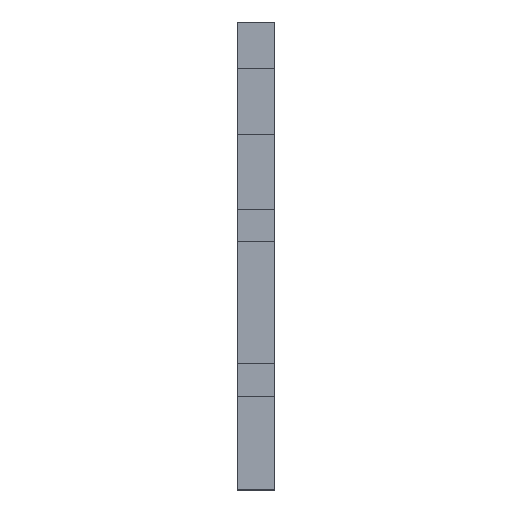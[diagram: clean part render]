
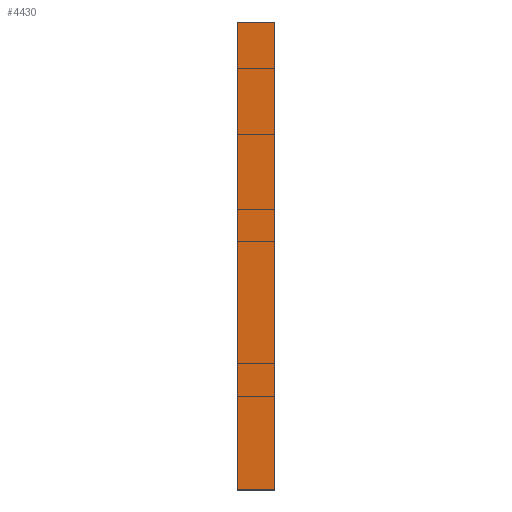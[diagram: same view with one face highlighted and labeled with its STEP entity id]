
A CAD part, left-side view. The second image highlights one B-rep face of the part: STEP entity #4430.
In plain terms, the highlighted planar face has unit normal (-1, 0, 0).
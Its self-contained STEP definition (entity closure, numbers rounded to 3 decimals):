
#82 = FACE_OUTER_BOUND ( 'NONE', #7788, .T. ) ;
#2709 = DIRECTION ( 'NONE',  ( 0., 1., 0. ) ) ;
#3146 = CARTESIAN_POINT ( 'NONE',  ( -1500., -4., 25. ) ) ;
#4037 = LINE ( 'NONE', #7964, #11912 ) ;
#4430 = ADVANCED_FACE ( 'NONE', ( #82 ), #24595, .T. ) ;
#4985 = AXIS2_PLACEMENT_3D ( 'NONE', #27225, #23074, #22793 ) ;
#5278 = LINE ( 'NONE', #42840, #30948 ) ;
#6321 = VECTOR ( 'NONE', #22648, 1000. ) ;
#6886 = ORIENTED_EDGE ( 'NONE', *, *, #9017, .F. ) ;
#7389 = EDGE_CURVE ( 'NONE', #37886, #33023, #4037, .T. ) ;
#7788 = EDGE_LOOP ( 'NONE', ( #12634, #6886, #18922, #14208 ) ) ;
#7964 = CARTESIAN_POINT ( 'NONE',  ( -1500., -4., -25. ) ) ;
#9017 = EDGE_CURVE ( 'NONE', #37886, #42049, #33621, .T. ) ;
#11342 = DIRECTION ( 'NONE',  ( 0., 0., 1. ) ) ;
#11912 = VECTOR ( 'NONE', #11342, 1000. ) ;
#12180 = CARTESIAN_POINT ( 'NONE',  ( -1500., -4., -25. ) ) ;
#12634 = ORIENTED_EDGE ( 'NONE', *, *, #42859, .F. ) ;
#12682 = CARTESIAN_POINT ( 'NONE',  ( -1500., -4., -25. ) ) ;
#14208 = ORIENTED_EDGE ( 'NONE', *, *, #26254, .T. ) ;
#15197 = LINE ( 'NONE', #19288, #6321 ) ;
#18922 = ORIENTED_EDGE ( 'NONE', *, *, #7389, .T. ) ;
#19288 = CARTESIAN_POINT ( 'NONE',  ( -1500., -4., 25. ) ) ;
#19387 = DIRECTION ( 'NONE',  ( 0., 0., 1. ) ) ;
#20709 = CARTESIAN_POINT ( 'NONE',  ( -1500., 0., 25. ) ) ;
#22648 = DIRECTION ( 'NONE',  ( 0., 1., 0. ) ) ;
#22793 = DIRECTION ( 'NONE',  ( 0., 0., 1. ) ) ;
#23074 = DIRECTION ( 'NONE',  ( -1., 0., 0. ) ) ;
#24595 = PLANE ( 'NONE',  #4985 ) ;
#26254 = EDGE_CURVE ( 'NONE', #33023, #41037, #15197, .T. ) ;
#27225 = CARTESIAN_POINT ( 'NONE',  ( -1500., -4., -25. ) ) ;
#30948 = VECTOR ( 'NONE', #19387, 1000. ) ;
#33023 = VERTEX_POINT ( 'NONE', #3146 ) ;
#33621 = LINE ( 'NONE', #12682, #41478 ) ;
#37641 = CARTESIAN_POINT ( 'NONE',  ( -1500., 0., -25. ) ) ;
#37886 = VERTEX_POINT ( 'NONE', #12180 ) ;
#41037 = VERTEX_POINT ( 'NONE', #20709 ) ;
#41478 = VECTOR ( 'NONE', #2709, 1000. ) ;
#42049 = VERTEX_POINT ( 'NONE', #37641 ) ;
#42840 = CARTESIAN_POINT ( 'NONE',  ( -1500., 0., -25. ) ) ;
#42859 = EDGE_CURVE ( 'NONE', #42049, #41037, #5278, .T. ) ;
